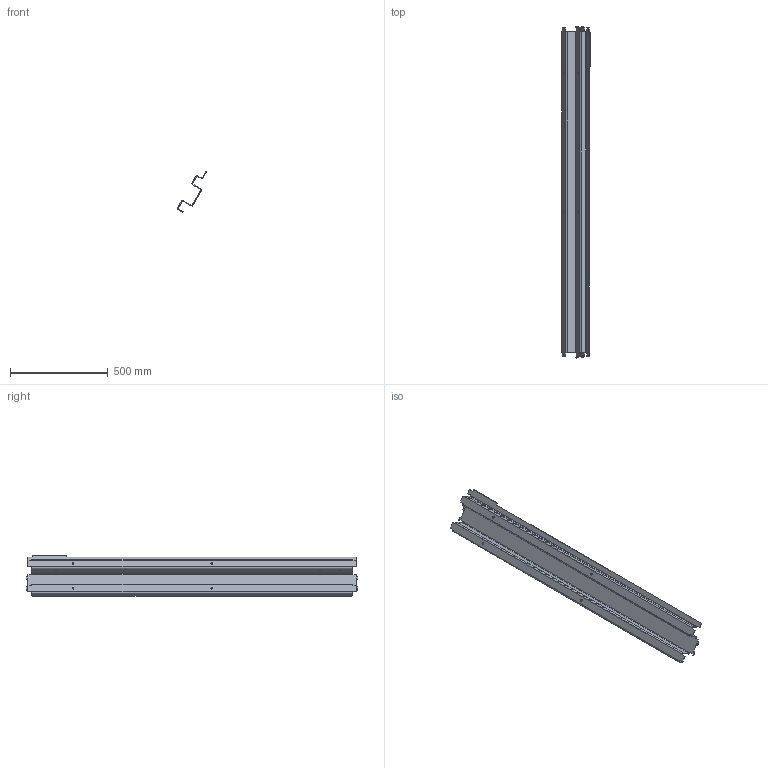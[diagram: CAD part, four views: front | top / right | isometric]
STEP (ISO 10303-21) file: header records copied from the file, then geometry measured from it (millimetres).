
FILE_DESCRIPTION(('Creo Elements/Direct Modeling STEP Export'),'2;1');
FILE_NAME('model.step','2020-02-14T14:43:38',(''),(''),'PTC Creo Elements/Direct Modeling STEP processor for AP214 (Solid Model)','PTC Creo Elements/Direct Modeling 19.0D 23-Nov-2015 (C) Parametric Technology GmbH','');
FILE_SCHEMA(('AUTOMOTIVE_DESIGN { 1 0 10303 214 1 1 1 1 }'));
Length unit declared in the file: millimetre
Products named in the file (1): profiel_plaat
Bounding box: 147.75 x 1699 x 209.35 mm (x, y, z)
Volume: 1950952.8 mm3; surface area: 1314993.3 mm2
Topology: 1 solids, 1 shells, 140 faces, 386 edges, 248 vertices
Faces by surface type: plane 88, cylinder 52
Entity records: 4419 total; most frequent: ORIENTED_EDGE 772, CARTESIAN_POINT 760, DIRECTION 744, EDGE_CURVE 386, VECTOR 280, LINE 280, VERTEX_POINT 248, AXIS2_PLACEMENT_3D 232
